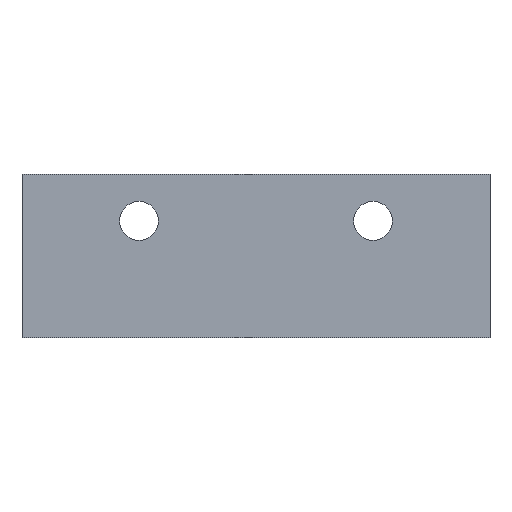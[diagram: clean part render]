
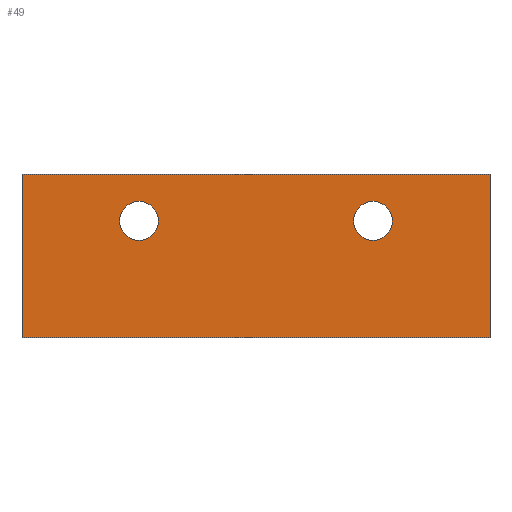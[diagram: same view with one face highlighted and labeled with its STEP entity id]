
A CAD part, top view. The second image highlights one B-rep face of the part: STEP entity #49.
In plain terms, the highlighted planar face has unit normal (0, 0, 1).
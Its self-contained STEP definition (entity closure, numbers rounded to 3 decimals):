
#4 = VERTEX_POINT ( 'NONE', #310 ) ;
#11 = AXIS2_PLACEMENT_3D ( 'NONE', #355, #76, #51 ) ;
#12 = CARTESIAN_POINT ( 'NONE',  ( 0., 21., 1.5 ) ) ;
#14 = AXIS2_PLACEMENT_3D ( 'NONE', #73, #314, #350 ) ;
#18 = VERTEX_POINT ( 'NONE', #43 ) ;
#19 = DIRECTION ( 'NONE',  ( -1., 0., 0. ) ) ;
#20 = ORIENTED_EDGE ( 'NONE', *, *, #193, .F. ) ;
#22 = CIRCLE ( 'NONE', #11, 2.5 ) ;
#23 = VERTEX_POINT ( 'NONE', #197 ) ;
#38 = CARTESIAN_POINT ( 'NONE',  ( 0., 0., 1.5 ) ) ;
#40 = PLANE ( 'NONE',  #277 ) ;
#43 = CARTESIAN_POINT ( 'NONE',  ( 17.5, 15., 1.5 ) ) ;
#44 = CARTESIAN_POINT ( 'NONE',  ( 15., 15., 1.5 ) ) ;
#49 = ADVANCED_FACE ( 'NONE', ( #249, #107, #206 ), #40, .F. ) ;
#51 = DIRECTION ( 'NONE',  ( 1., 0., 0. ) ) ;
#58 = CIRCLE ( 'NONE', #250, 2.5 ) ;
#60 = EDGE_CURVE ( 'NONE', #324, #131, #367, .T. ) ;
#63 = ORIENTED_EDGE ( 'NONE', *, *, #215, .F. ) ;
#64 = DIRECTION ( 'NONE',  ( 0., 0., -1. ) ) ;
#67 = DIRECTION ( 'NONE',  ( 0., 1., 0. ) ) ;
#69 = LINE ( 'NONE', #229, #157 ) ;
#72 = ORIENTED_EDGE ( 'NONE', *, *, #86, .T. ) ;
#73 = CARTESIAN_POINT ( 'NONE',  ( 15., 15., 1.5 ) ) ;
#76 = DIRECTION ( 'NONE',  ( 0., 0., 1. ) ) ;
#82 = VECTOR ( 'NONE', #325, 1000. ) ;
#86 = EDGE_CURVE ( 'NONE', #131, #130, #217, .T. ) ;
#90 = VECTOR ( 'NONE', #67, 1000. ) ;
#91 = EDGE_CURVE ( 'NONE', #23, #18, #256, .T. ) ;
#100 = DIRECTION ( 'NONE',  ( 1., 0., 0. ) ) ;
#101 = EDGE_LOOP ( 'NONE', ( #309, #378 ) ) ;
#104 = CARTESIAN_POINT ( 'NONE',  ( 60., 0., 1.5 ) ) ;
#107 = FACE_BOUND ( 'NONE', #101, .T. ) ;
#109 = DIRECTION ( 'NONE',  ( 0., 0., 1. ) ) ;
#115 = CARTESIAN_POINT ( 'NONE',  ( 47.5, 15., 1.5 ) ) ;
#125 = ORIENTED_EDGE ( 'NONE', *, *, #301, .T. ) ;
#130 = VERTEX_POINT ( 'NONE', #204 ) ;
#131 = VERTEX_POINT ( 'NONE', #283 ) ;
#137 = VECTOR ( 'NONE', #100, 1000. ) ;
#140 = EDGE_CURVE ( 'NONE', #130, #187, #69, .T. ) ;
#141 = CARTESIAN_POINT ( 'NONE',  ( 45., 15., 1.5 ) ) ;
#144 = CIRCLE ( 'NONE', #14, 2.5 ) ;
#151 = EDGE_LOOP ( 'NONE', ( #125, #222, #72, #303 ) ) ;
#157 = VECTOR ( 'NONE', #19, 1000. ) ;
#187 = VERTEX_POINT ( 'NONE', #354 ) ;
#193 = EDGE_CURVE ( 'NONE', #286, #4, #58, .T. ) ;
#197 = CARTESIAN_POINT ( 'NONE',  ( 12.5, 15., 1.5 ) ) ;
#202 = DIRECTION ( 'NONE',  ( 1., 0., 0. ) ) ;
#204 = CARTESIAN_POINT ( 'NONE',  ( 60., 21., 1.5 ) ) ;
#206 = FACE_OUTER_BOUND ( 'NONE', #151, .T. ) ;
#211 = EDGE_CURVE ( 'NONE', #18, #23, #144, .T. ) ;
#214 = CARTESIAN_POINT ( 'NONE',  ( 0., 0., 1.5 ) ) ;
#215 = EDGE_CURVE ( 'NONE', #4, #286, #22, .T. ) ;
#217 = LINE ( 'NONE', #104, #90 ) ;
#218 = EDGE_LOOP ( 'NONE', ( #20, #63 ) ) ;
#222 = ORIENTED_EDGE ( 'NONE', *, *, #60, .T. ) ;
#228 = DIRECTION ( 'NONE',  ( 1., 0., 0. ) ) ;
#229 = CARTESIAN_POINT ( 'NONE',  ( 0., 21., 1.5 ) ) ;
#249 = FACE_BOUND ( 'NONE', #218, .T. ) ;
#250 = AXIS2_PLACEMENT_3D ( 'NONE', #141, #109, #202 ) ;
#256 = CIRCLE ( 'NONE', #273, 2.5 ) ;
#267 = CARTESIAN_POINT ( 'NONE',  ( 0., 0., 1.5 ) ) ;
#273 = AXIS2_PLACEMENT_3D ( 'NONE', #44, #317, #228 ) ;
#277 = AXIS2_PLACEMENT_3D ( 'NONE', #12, #64, #346 ) ;
#283 = CARTESIAN_POINT ( 'NONE',  ( 60., 0., 1.5 ) ) ;
#285 = LINE ( 'NONE', #214, #82 ) ;
#286 = VERTEX_POINT ( 'NONE', #115 ) ;
#301 = EDGE_CURVE ( 'NONE', #187, #324, #285, .T. ) ;
#303 = ORIENTED_EDGE ( 'NONE', *, *, #140, .T. ) ;
#309 = ORIENTED_EDGE ( 'NONE', *, *, #211, .F. ) ;
#310 = CARTESIAN_POINT ( 'NONE',  ( 42.5, 15., 1.5 ) ) ;
#314 = DIRECTION ( 'NONE',  ( 0., 0., 1. ) ) ;
#317 = DIRECTION ( 'NONE',  ( 0., 0., 1. ) ) ;
#324 = VERTEX_POINT ( 'NONE', #267 ) ;
#325 = DIRECTION ( 'NONE',  ( 0., -1., 0. ) ) ;
#346 = DIRECTION ( 'NONE',  ( -1., 0., 0. ) ) ;
#350 = DIRECTION ( 'NONE',  ( 1., 0., 0. ) ) ;
#354 = CARTESIAN_POINT ( 'NONE',  ( 0., 21., 1.5 ) ) ;
#355 = CARTESIAN_POINT ( 'NONE',  ( 45., 15., 1.5 ) ) ;
#367 = LINE ( 'NONE', #38, #137 ) ;
#378 = ORIENTED_EDGE ( 'NONE', *, *, #91, .F. ) ;
